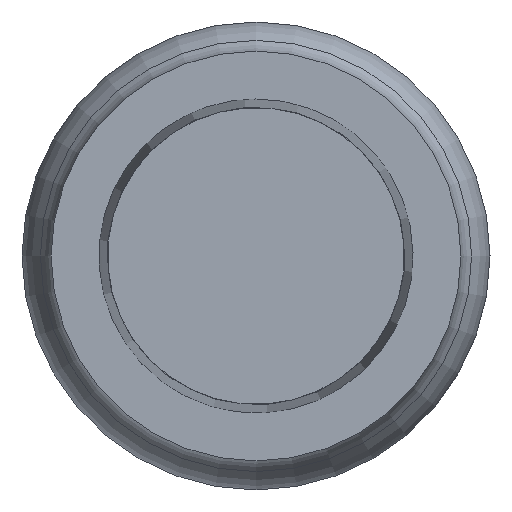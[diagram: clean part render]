
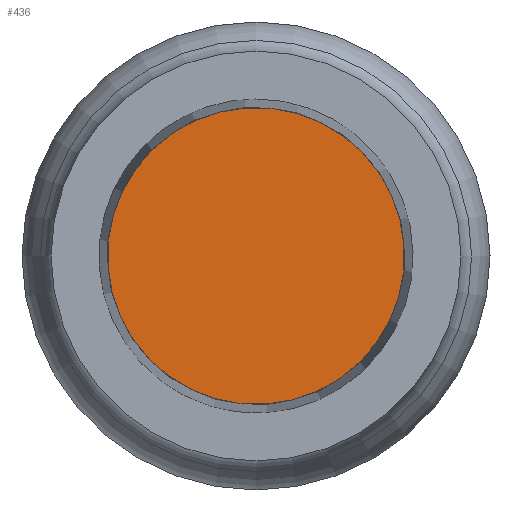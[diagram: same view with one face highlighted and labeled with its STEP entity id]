
A CAD part, left-side view. The second image highlights one B-rep face of the part: STEP entity #436.
In plain terms, the highlighted planar face has unit normal (-1, 0, 0).
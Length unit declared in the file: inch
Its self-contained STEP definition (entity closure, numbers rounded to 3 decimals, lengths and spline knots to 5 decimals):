
#72 = CARTESIAN_POINT ( 'NONE',  ( -0.3, 0.01268, 0.00129 ) ) ;
#78 = CARTESIAN_POINT ( 'NONE',  ( -0.3, -0.00141, 0.01393 ) ) ;
#79 = CARTESIAN_POINT ( 'NONE',  ( -0.3, 0., 0. ) ) ;
#99 = EDGE_CURVE ( 'NONE', #500, #500, #599, .T. ) ;
#103 = ORIENTED_EDGE ( 'NONE', *, *, #99, .F. ) ;
#168 = FACE_OUTER_BOUND ( 'NONE', #292, .T. ) ;
#200 = DIRECTION ( 'NONE',  ( -1., 0., 0. ) ) ;
#253 = DIRECTION ( 'NONE',  ( 1., 0., 0. ) ) ;
#276 = AXIS2_PLACEMENT_3D ( 'NONE', #78, #200, #350 ) ;
#292 = EDGE_LOOP ( 'NONE', ( #103 ) ) ;
#312 = PLANE ( 'NONE',  #276 ) ;
#348 = DIRECTION ( 'NONE',  ( 0., 0.995, 0.101 ) ) ;
#350 = DIRECTION ( 'NONE',  ( 0., -0.995, -0.101 ) ) ;
#436 = ADVANCED_FACE ( 'NONE', ( #168 ), #312, .T. ) ;
#460 = AXIS2_PLACEMENT_3D ( 'NONE', #79, #253, #348 ) ;
#500 = VERTEX_POINT ( 'NONE', #72 ) ;
#599 = CIRCLE ( 'NONE', #460, 0.01275 ) ;
